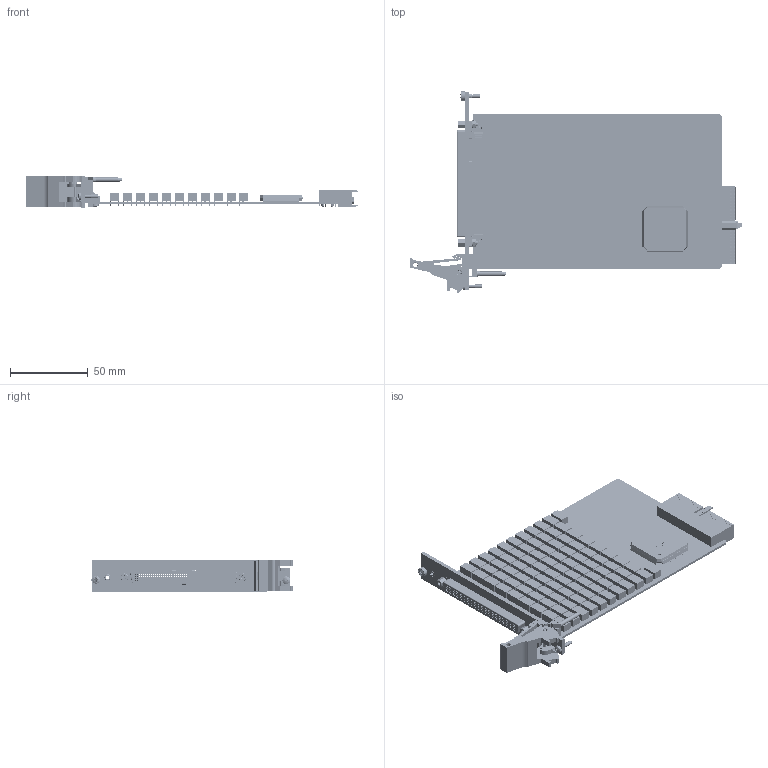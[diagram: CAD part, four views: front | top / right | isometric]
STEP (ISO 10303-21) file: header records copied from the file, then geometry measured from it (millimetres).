
FILE_DESCRIPTION (( 'STEP AP214' ), '1' );
FILE_NAME ('40-145-201 PXI High Density SPST Relay Module.STEP', '2013-08-21T14:25:44', ( 'admin' ), ( '' ), 'SwSTEP 2.0', 'SolidWorks 2012', '' );
FILE_SCHEMA (( 'AUTOMOTIVE_DESIGN' ));
Length unit declared in the file: millimetre
Products named in the file (1): 40-145-201 PXI High Density SPST Relay Module
Bounding box: 214.01 x 129.67 x 20 mm (x, y, z)
Surface area: 84562.5 mm2 (no closed solid volume)
Topology: 0 solids, 1061 shells, 4526 faces, 16405 edges, 11896 vertices
Faces by surface type: plane 3129, cylinder 1340, cone 28, bspline 20, torus 5, sphere 4
Full cylindrical faces by diameter (mm): 0.4 x736, 0.6 x118, 0.8 x199, 1.496 x2, 2 x6, 2.05 x2, 2.261 x1, 2.497 x1, 2.5 x7, 2.6 x1, 2.8 x1, 3 x7, 4.4 x1, 5 x4, 5.2 x2, 5.3 x1, 6 x1
Entity records: 222967 total; most frequent: CARTESIAN_POINT 39760, DIRECTION 26598, ORIENTED_EDGE 21929, EDGE_CURVE 15166, VERTEX_POINT 11773, VECTOR 11596, LINE 11596, AXIS2_PLACEMENT_3D 7501
